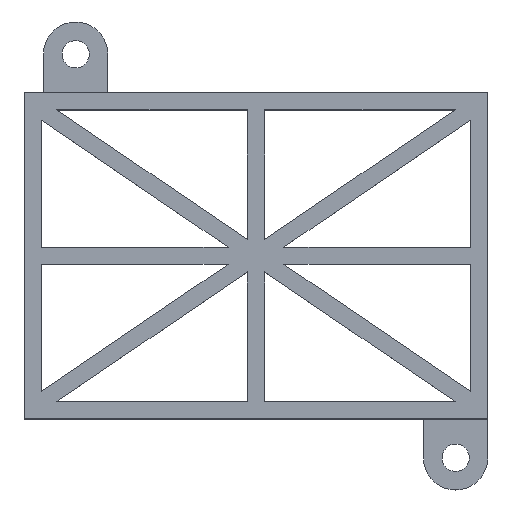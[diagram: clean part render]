
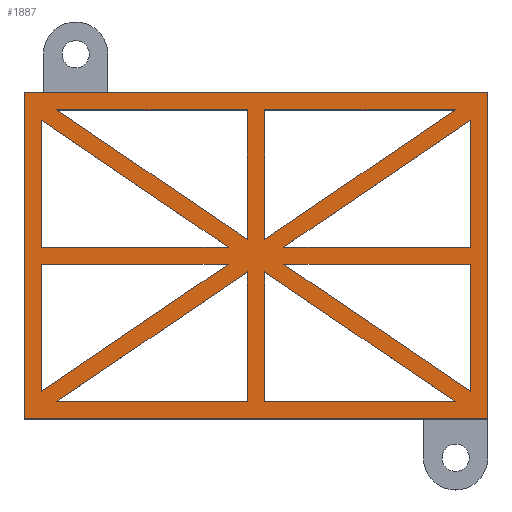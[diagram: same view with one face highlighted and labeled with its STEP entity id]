
A CAD part, top view. The second image highlights one B-rep face of the part: STEP entity #1887.
In plain terms, the highlighted planar face has unit normal (0, 0, 1).
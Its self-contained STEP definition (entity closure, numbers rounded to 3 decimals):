
#22=CIRCLE('',#1985,1.);
#55=FACE_BOUND('',#239,.T.);
#56=FACE_BOUND('',#240,.T.);
#57=FACE_BOUND('',#241,.T.);
#58=FACE_BOUND('',#242,.T.);
#59=FACE_BOUND('',#243,.T.);
#60=FACE_BOUND('',#244,.T.);
#61=FACE_BOUND('',#245,.T.);
#62=FACE_BOUND('',#246,.T.);
#136=FACE_OUTER_BOUND('',#238,.T.);
#238=EDGE_LOOP('',(#1681,#1682,#1683,#1684,#1685,#1686,#1687));
#239=EDGE_LOOP('',(#1688,#1689,#1690));
#240=EDGE_LOOP('',(#1691,#1692,#1693));
#241=EDGE_LOOP('',(#1694,#1695,#1696));
#242=EDGE_LOOP('',(#1697,#1698,#1699));
#243=EDGE_LOOP('',(#1700,#1701,#1702));
#244=EDGE_LOOP('',(#1703,#1704,#1705));
#245=EDGE_LOOP('',(#1706,#1707,#1708));
#246=EDGE_LOOP('',(#1709,#1710,#1711));
#313=LINE('',#2556,#569);
#366=LINE('',#2656,#622);
#369=LINE('',#2661,#625);
#428=LINE('',#2774,#684);
#431=LINE('',#2779,#687);
#439=LINE('',#2793,#695);
#446=LINE('',#2806,#702);
#449=LINE('',#2811,#705);
#451=LINE('',#2815,#707);
#453=LINE('',#2818,#709);
#454=LINE('',#2821,#710);
#456=LINE('',#2824,#712);
#457=LINE('',#2828,#713);
#460=LINE('',#2833,#716);
#463=LINE('',#2837,#719);
#464=LINE('',#2841,#720);
#467=LINE('',#2846,#723);
#469=LINE('',#2849,#725);
#470=LINE('',#2852,#726);
#472=LINE('',#2855,#728);
#473=LINE('',#2858,#729);
#475=LINE('',#2861,#731);
#476=LINE('',#2864,#732);
#478=LINE('',#2867,#734);
#479=LINE('',#2870,#735);
#481=LINE('',#2873,#737);
#494=LINE('',#2910,#750);
#496=LINE('',#2914,#752);
#498=LINE('',#2917,#754);
#500=LINE('',#2923,#756);
#569=VECTOR('',#2094,10.);
#622=VECTOR('',#2151,10.);
#625=VECTOR('',#2154,10.);
#684=VECTOR('',#2253,10.);
#687=VECTOR('',#2256,10.);
#695=VECTOR('',#2266,10.);
#702=VECTOR('',#2275,10.);
#705=VECTOR('',#2278,10.);
#707=VECTOR('',#2282,10.);
#709=VECTOR('',#2286,10.);
#710=VECTOR('',#2289,10.);
#712=VECTOR('',#2293,10.);
#713=VECTOR('',#2296,10.);
#716=VECTOR('',#2301,10.);
#719=VECTOR('',#2306,10.);
#720=VECTOR('',#2309,10.);
#723=VECTOR('',#2314,10.);
#725=VECTOR('',#2318,10.);
#726=VECTOR('',#2321,10.);
#728=VECTOR('',#2325,10.);
#729=VECTOR('',#2328,10.);
#731=VECTOR('',#2332,10.);
#732=VECTOR('',#2335,10.);
#734=VECTOR('',#2339,10.);
#735=VECTOR('',#2342,10.);
#737=VECTOR('',#2346,10.);
#750=VECTOR('',#2383,10.);
#752=VECTOR('',#2387,10.);
#754=VECTOR('',#2391,10.);
#756=VECTOR('',#2399,10.);
#811=VERTEX_POINT('',#2553);
#812=VERTEX_POINT('',#2555);
#856=VERTEX_POINT('',#2653);
#857=VERTEX_POINT('',#2655);
#858=VERTEX_POINT('',#2658);
#859=VERTEX_POINT('',#2660);
#892=VERTEX_POINT('',#2771);
#893=VERTEX_POINT('',#2773);
#894=VERTEX_POINT('',#2776);
#895=VERTEX_POINT('',#2778);
#900=VERTEX_POINT('',#2792);
#904=VERTEX_POINT('',#2803);
#905=VERTEX_POINT('',#2805);
#906=VERTEX_POINT('',#2808);
#907=VERTEX_POINT('',#2810);
#908=VERTEX_POINT('',#2814);
#909=VERTEX_POINT('',#2820);
#910=VERTEX_POINT('',#2826);
#911=VERTEX_POINT('',#2827);
#912=VERTEX_POINT('',#2832);
#913=VERTEX_POINT('',#2839);
#914=VERTEX_POINT('',#2840);
#915=VERTEX_POINT('',#2845);
#916=VERTEX_POINT('',#2851);
#917=VERTEX_POINT('',#2857);
#918=VERTEX_POINT('',#2863);
#919=VERTEX_POINT('',#2869);
#930=VERTEX_POINT('',#2907);
#931=VERTEX_POINT('',#2909);
#932=VERTEX_POINT('',#2913);
#933=VERTEX_POINT('',#2919);
#1001=EDGE_CURVE('',#812,#811,#313,.T.);
#1054=EDGE_CURVE('',#857,#856,#366,.T.);
#1057=EDGE_CURVE('',#859,#858,#369,.T.);
#1116=EDGE_CURVE('',#893,#892,#428,.T.);
#1119=EDGE_CURVE('',#895,#894,#431,.T.);
#1127=EDGE_CURVE('',#900,#812,#439,.T.);
#1134=EDGE_CURVE('',#905,#904,#446,.T.);
#1137=EDGE_CURVE('',#907,#906,#449,.T.);
#1139=EDGE_CURVE('',#892,#908,#451,.T.);
#1141=EDGE_CURVE('',#908,#893,#453,.T.);
#1142=EDGE_CURVE('',#909,#895,#454,.T.);
#1144=EDGE_CURVE('',#894,#909,#456,.T.);
#1145=EDGE_CURVE('',#910,#911,#457,.T.);
#1148=EDGE_CURVE('',#911,#912,#460,.T.);
#1151=EDGE_CURVE('',#912,#910,#463,.T.);
#1152=EDGE_CURVE('',#913,#914,#464,.T.);
#1155=EDGE_CURVE('',#914,#915,#467,.T.);
#1157=EDGE_CURVE('',#915,#913,#469,.T.);
#1158=EDGE_CURVE('',#904,#916,#470,.T.);
#1160=EDGE_CURVE('',#905,#916,#472,.T.);
#1161=EDGE_CURVE('',#917,#906,#473,.T.);
#1163=EDGE_CURVE('',#907,#917,#475,.T.);
#1164=EDGE_CURVE('',#856,#918,#476,.T.);
#1166=EDGE_CURVE('',#857,#918,#478,.T.);
#1167=EDGE_CURVE('',#919,#858,#479,.T.);
#1169=EDGE_CURVE('',#859,#919,#481,.T.);
#1187=EDGE_CURVE('',#931,#930,#494,.T.);
#1189=EDGE_CURVE('',#932,#931,#496,.T.);
#1191=EDGE_CURVE('',#811,#932,#498,.T.);
#1192=EDGE_CURVE('',#933,#900,#22,.T.);
#1194=EDGE_CURVE('',#930,#933,#500,.T.);
#1681=ORIENTED_EDGE('',*,*,#1001,.T.);
#1682=ORIENTED_EDGE('',*,*,#1191,.T.);
#1683=ORIENTED_EDGE('',*,*,#1189,.T.);
#1684=ORIENTED_EDGE('',*,*,#1187,.T.);
#1685=ORIENTED_EDGE('',*,*,#1194,.T.);
#1686=ORIENTED_EDGE('',*,*,#1192,.T.);
#1687=ORIENTED_EDGE('',*,*,#1127,.T.);
#1688=ORIENTED_EDGE('',*,*,#1139,.T.);
#1689=ORIENTED_EDGE('',*,*,#1141,.T.);
#1690=ORIENTED_EDGE('',*,*,#1116,.T.);
#1691=ORIENTED_EDGE('',*,*,#1119,.T.);
#1692=ORIENTED_EDGE('',*,*,#1144,.T.);
#1693=ORIENTED_EDGE('',*,*,#1142,.T.);
#1694=ORIENTED_EDGE('',*,*,#1057,.T.);
#1695=ORIENTED_EDGE('',*,*,#1167,.F.);
#1696=ORIENTED_EDGE('',*,*,#1169,.F.);
#1697=ORIENTED_EDGE('',*,*,#1158,.T.);
#1698=ORIENTED_EDGE('',*,*,#1160,.F.);
#1699=ORIENTED_EDGE('',*,*,#1134,.T.);
#1700=ORIENTED_EDGE('',*,*,#1161,.F.);
#1701=ORIENTED_EDGE('',*,*,#1163,.F.);
#1702=ORIENTED_EDGE('',*,*,#1137,.T.);
#1703=ORIENTED_EDGE('',*,*,#1151,.T.);
#1704=ORIENTED_EDGE('',*,*,#1145,.T.);
#1705=ORIENTED_EDGE('',*,*,#1148,.T.);
#1706=ORIENTED_EDGE('',*,*,#1157,.T.);
#1707=ORIENTED_EDGE('',*,*,#1152,.T.);
#1708=ORIENTED_EDGE('',*,*,#1155,.T.);
#1709=ORIENTED_EDGE('',*,*,#1164,.T.);
#1710=ORIENTED_EDGE('',*,*,#1166,.F.);
#1711=ORIENTED_EDGE('',*,*,#1054,.T.);
#1810=PLANE('',#1987);
#1887=ADVANCED_FACE('',(#136,#55,#56,#57,#58,#59,#60,#61,#62),#1810,.T.);
#1985=AXIS2_PLACEMENT_3D('',#2920,#2394,#2395);
#1987=AXIS2_PLACEMENT_3D('',#2924,#2400,#2401);
#2094=DIRECTION('',(0.,-1.,0.));
#2151=DIRECTION('',(1.,0.,0.));
#2154=DIRECTION('',(1.,0.,0.));
#2253=DIRECTION('',(0.,-1.,0.));
#2256=DIRECTION('',(0.,-1.,0.));
#2266=DIRECTION('',(-1.,0.,0.));
#2275=DIRECTION('',(-1.,0.,0.));
#2278=DIRECTION('',(-1.,0.,0.));
#2282=DIRECTION('',(-0.827,0.562,0.));
#2286=DIRECTION('',(1.,0.,0.));
#2289=DIRECTION('',(0.827,0.562,0.));
#2293=DIRECTION('',(-1.,0.,0.));
#2296=DIRECTION('',(1.,0.,0.));
#2301=DIRECTION('',(-0.827,-0.562,0.));
#2306=DIRECTION('',(0.,1.,0.));
#2309=DIRECTION('',(0.827,-0.562,0.));
#2314=DIRECTION('',(-1.,0.,0.));
#2318=DIRECTION('',(0.,1.,0.));
#2321=DIRECTION('',(0.827,0.562,0.));
#2325=DIRECTION('',(0.,1.,0.));
#2328=DIRECTION('',(0.,-1.,0.));
#2332=DIRECTION('',(-0.827,0.562,0.));
#2335=DIRECTION('',(-0.827,-0.562,0.));
#2339=DIRECTION('',(0.,-1.,0.));
#2342=DIRECTION('',(0.,1.,0.));
#2346=DIRECTION('',(0.827,-0.562,0.));
#2383=DIRECTION('',(0.,1.,0.));
#2387=DIRECTION('',(1.,0.,0.));
#2391=DIRECTION('',(1.,-0.005,0.));
#2394=DIRECTION('center_axis',(0.,0.,1.));
#2395=DIRECTION('ref_axis',(0.,1.,0.));
#2399=DIRECTION('',(-1.,0.,0.));
#2400=DIRECTION('center_axis',(0.,0.,1.));
#2401=DIRECTION('ref_axis',(-1.,0.,0.));
#2553=CARTESIAN_POINT('',(0.,-1.993,20.));
#2555=CARTESIAN_POINT('',(0.,36.,20.));
#2556=CARTESIAN_POINT('',(0.,36.,20.));
#2653=CARTESIAN_POINT('',(50.222,34.,20.));
#2655=CARTESIAN_POINT('',(28.,34.,20.));
#2656=CARTESIAN_POINT('',(0.,34.,20.));
#2658=CARTESIAN_POINT('',(26.,34.,20.));
#2660=CARTESIAN_POINT('',(3.778,34.,20.));
#2661=CARTESIAN_POINT('',(0.,34.,20.));
#2771=CARTESIAN_POINT('',(52.,1.209,20.));
#2773=CARTESIAN_POINT('',(52.,16.,20.));
#2774=CARTESIAN_POINT('',(52.,16.5,20.));
#2776=CARTESIAN_POINT('',(52.,18.,20.));
#2778=CARTESIAN_POINT('',(52.,32.791,20.));
#2779=CARTESIAN_POINT('',(52.,24.896,20.));
#2792=CARTESIAN_POINT('',(27.569,36.,20.));
#2793=CARTESIAN_POINT('',(27.569,36.,20.));
#2803=CARTESIAN_POINT('',(3.778,0.,20.));
#2805=CARTESIAN_POINT('',(26.,0.,20.));
#2806=CARTESIAN_POINT('',(52.,0.,20.));
#2808=CARTESIAN_POINT('',(28.,0.,20.));
#2810=CARTESIAN_POINT('',(50.222,0.,20.));
#2811=CARTESIAN_POINT('',(52.,0.,20.));
#2814=CARTESIAN_POINT('',(30.249,16.,20.));
#2815=CARTESIAN_POINT('',(39.781,9.518,20.));
#2818=CARTESIAN_POINT('',(28.624,16.,20.));
#2820=CARTESIAN_POINT('',(30.249,18.,20.));
#2821=CARTESIAN_POINT('',(28.906,17.087,20.));
#2824=CARTESIAN_POINT('',(39.5,18.,20.));
#2826=CARTESIAN_POINT('',(2.,16.,20.));
#2827=CARTESIAN_POINT('',(23.751,16.,20.));
#2828=CARTESIAN_POINT('',(2.,16.,20.));
#2832=CARTESIAN_POINT('',(2.,1.209,20.));
#2833=CARTESIAN_POINT('',(23.751,16.,20.));
#2837=CARTESIAN_POINT('',(2.,34.,20.));
#2839=CARTESIAN_POINT('',(2.,32.791,20.));
#2840=CARTESIAN_POINT('',(23.751,18.,20.));
#2841=CARTESIAN_POINT('',(23.751,18.,20.));
#2845=CARTESIAN_POINT('',(2.,18.,20.));
#2846=CARTESIAN_POINT('',(16.036,18.,20.));
#2849=CARTESIAN_POINT('',(2.,34.,20.));
#2851=CARTESIAN_POINT('',(26.,15.111,20.));
#2852=CARTESIAN_POINT('',(3.778,0.,20.));
#2855=CARTESIAN_POINT('',(26.,0.,20.));
#2857=CARTESIAN_POINT('',(28.,15.111,20.));
#2858=CARTESIAN_POINT('',(28.,15.111,20.));
#2861=CARTESIAN_POINT('',(50.222,0.,20.));
#2863=CARTESIAN_POINT('',(28.,18.889,20.));
#2864=CARTESIAN_POINT('',(50.222,34.,20.));
#2867=CARTESIAN_POINT('',(28.,34.,20.));
#2869=CARTESIAN_POINT('',(26.,18.889,20.));
#2870=CARTESIAN_POINT('',(26.,18.889,20.));
#2873=CARTESIAN_POINT('',(3.778,34.,20.));
#2907=CARTESIAN_POINT('',(54.,36.,20.));
#2909=CARTESIAN_POINT('',(54.,-1.998,20.));
#2910=CARTESIAN_POINT('',(54.,37.002,20.));
#2913=CARTESIAN_POINT('',(1.,-1.998,20.));
#2914=CARTESIAN_POINT('',(1.,-1.998,20.));
#2917=CARTESIAN_POINT('',(0.,-1.993,20.));
#2919=CARTESIAN_POINT('',(27.569,36.,20.));
#2920=CARTESIAN_POINT('Origin',(27.569,35.,20.));
#2923=CARTESIAN_POINT('',(54.,36.,20.));
#2924=CARTESIAN_POINT('Origin',(27.,17.001,20.));
